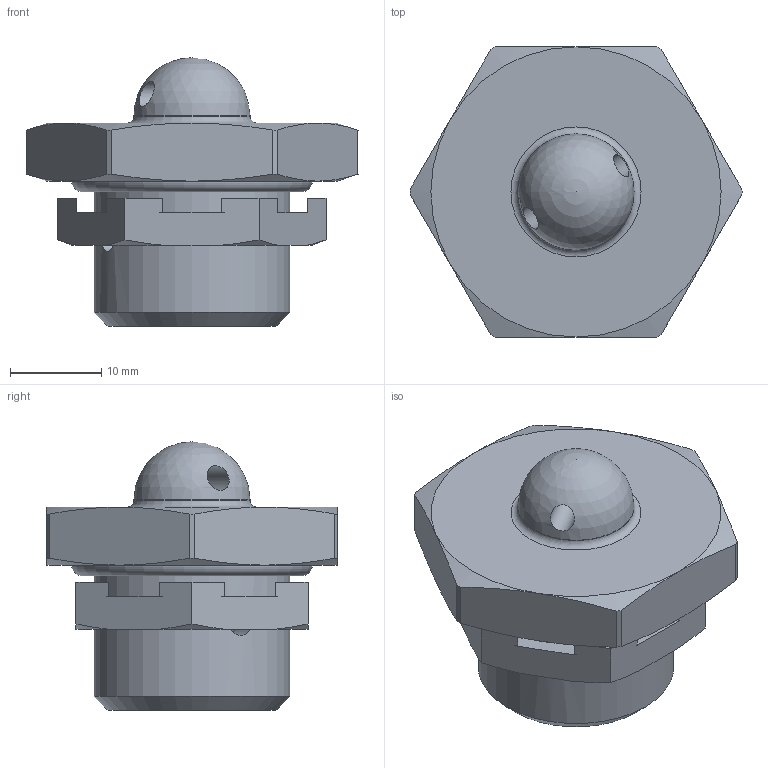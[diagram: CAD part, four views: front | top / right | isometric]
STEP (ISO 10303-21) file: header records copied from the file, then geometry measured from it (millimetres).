
FILE_DESCRIPTION(/* description */ (''),/* implementation_level */ '2;1');
FILE_NAME(/* name */ 'KDEGF0050.stp',/* time_stamp */ '2020-07-21T15:06:21-05:00',/* author */ ('nsantoro'),/* organization */ (''),/* preprocessor_version */ 'ST-DEVELOPER v18',/* originating_system */ 'Autodesk Inventor 2020',/* authorisation */ '');
FILE_SCHEMA (('AUTOMOTIVE_DESIGN { 1 0 10303 214 3 1 1 }'));
Length unit declared in the file: inch
Products named in the file (4): KDEGF0050; KDEGF0050_BODY; KDE_050_O-RING; KDE_050_NUT
Assembly tree (3 placements, depth 2):
  KDEGF0050
    KDEGF0050_BODY
    KDE_050_O-RING
    KDE_050_NUT
Bounding box: 36.32 x 31.75 x 29.37 mm (x, y, z)
Volume: 9919.1 mm3; surface area: 6404.1 mm2
Topology: 3 solids, 3 shells, 71 faces, 196 edges, 131 vertices
Faces by surface type: plane 24, cone 22, cylinder 21, torus 3, sphere 1
Full cylindrical faces by diameter (mm): 2.184 x1, 2.705 x4, 12.7 x1, 14.986 x1, 17.462 x1, 21.412 x1
Entity records: 2833 total; most frequent: CARTESIAN_POINT 801, ORIENTED_EDGE 390, DIRECTION 371, EDGE_CURVE 195, AXIS2_PLACEMENT_3D 152, VERTEX_POINT 131, EDGE_LOOP 86, CIRCLE 74
